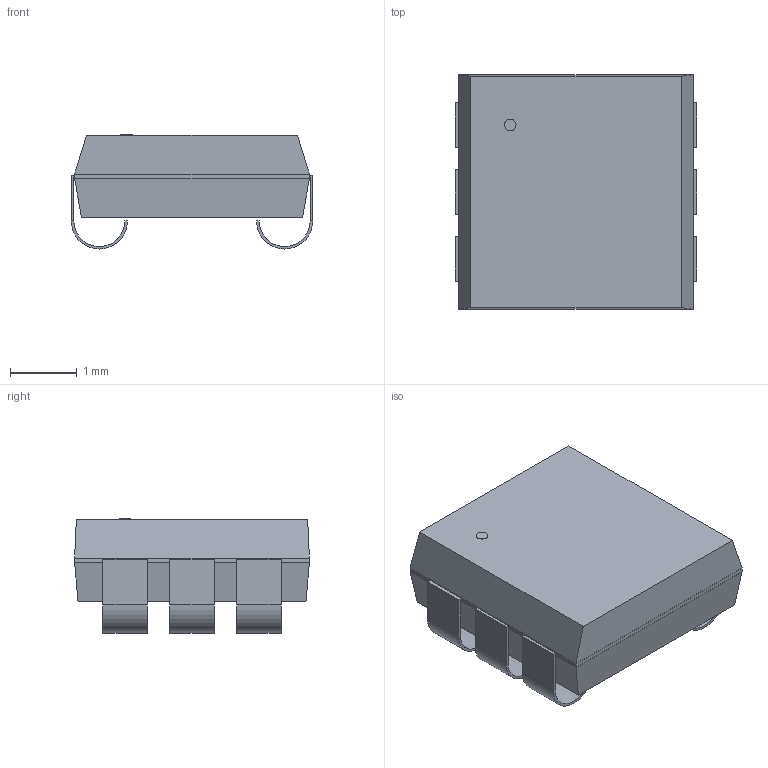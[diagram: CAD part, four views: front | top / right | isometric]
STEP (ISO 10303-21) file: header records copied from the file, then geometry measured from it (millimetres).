
FILE_DESCRIPTION(('STEP AP214'),'1');
FILE_NAME('PLCC6_3.4X3.4_CRW','2024-05-20T12:59:44',(''),(''),'','','');
FILE_SCHEMA(('AUTOMOTIVE_DESIGN'));
Length unit declared in the file: millimetre
Products named in the file (1): product
Bounding box: 3.61 x 3.51 x 1.7 mm (x, y, z)
Volume: 14.7 mm3; surface area: 56 mm2
Topology: 8 solids, 8 shells, 89 faces, 187 edges, 114 vertices
Faces by surface type: plane 76, cylinder 13
Full cylindrical faces by diameter (mm): 0.175 x1
Entity records: 2381 total; most frequent: DIRECTION 394, ORIENTED_EDGE 372, CARTESIAN_POINT 219, EDGE_CURVE 186, LINE 160, VECTOR 160, AXIS2_PLACEMENT_3D 117, VERTEX_POINT 114
